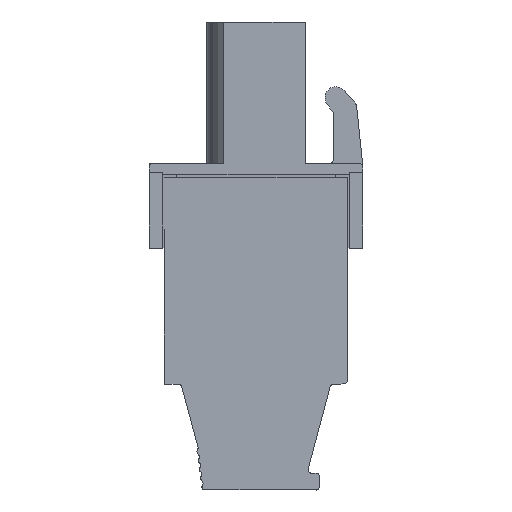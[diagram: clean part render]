
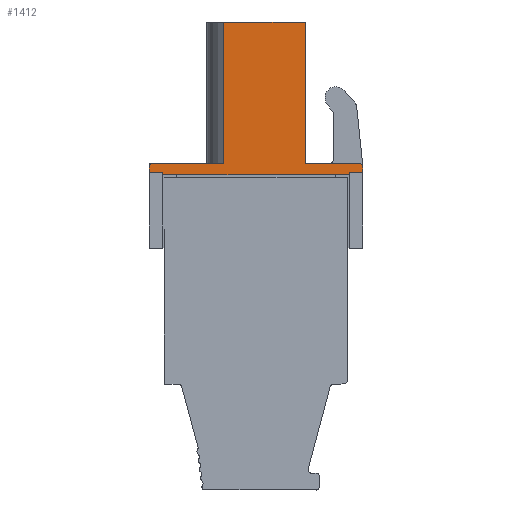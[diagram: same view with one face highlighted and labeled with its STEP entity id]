
A CAD part, left-side view. The second image highlights one B-rep face of the part: STEP entity #1412.
In plain terms, the highlighted planar face has unit normal (-1, 0, 0).
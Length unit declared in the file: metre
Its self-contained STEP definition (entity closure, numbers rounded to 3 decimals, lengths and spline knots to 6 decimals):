
#1412=ADVANCED_FACE('',(#3649),#3650,.T.);
#3649=FACE_OUTER_BOUND('',#6731,.T.);
#3650=PLANE('',#6732);
#6731=EDGE_LOOP('',(#11366,#11367,#11368,#11369,#11370,#11371,#11372,#11373,#11374,#11375,#11376,#11377,#11378,#11379,#11380));
#6732=AXIS2_PLACEMENT_3D('',#11381,#11382,#11383);
#11366=ORIENTED_EDGE('',*,*,#18403,.F.);
#11367=ORIENTED_EDGE('',*,*,#18404,.F.);
#11368=ORIENTED_EDGE('',*,*,#18405,.F.);
#11369=ORIENTED_EDGE('',*,*,#18406,.T.);
#11370=ORIENTED_EDGE('',*,*,#18407,.T.);
#11371=ORIENTED_EDGE('',*,*,#18408,.T.);
#11372=ORIENTED_EDGE('',*,*,#18409,.F.);
#11373=ORIENTED_EDGE('',*,*,#17187,.T.);
#11374=ORIENTED_EDGE('',*,*,#18410,.T.);
#11375=ORIENTED_EDGE('',*,*,#18183,.F.);
#11376=ORIENTED_EDGE('',*,*,#18411,.F.);
#11377=ORIENTED_EDGE('',*,*,#18179,.F.);
#11378=ORIENTED_EDGE('',*,*,#18412,.T.);
#11379=ORIENTED_EDGE('',*,*,#18413,.T.);
#11380=ORIENTED_EDGE('',*,*,#18414,.T.);
#11381=CARTESIAN_POINT('',(-0.026948,-0.030011,-0.068609));
#11382=DIRECTION('',(-1.0,0.,0.));
#11383=DIRECTION('',(0.,0.,-1.0));
#17187=EDGE_CURVE('',#20335,#20333,#20336,.T.);
#18179=EDGE_CURVE('',#21971,#21973,#21974,.F.);
#18183=EDGE_CURVE('',#21977,#21979,#21980,.F.);
#18403=EDGE_CURVE('',#22393,#22394,#22395,.T.);
#18404=EDGE_CURVE('',#22396,#22393,#22397,.F.);
#18405=EDGE_CURVE('',#22398,#22396,#22399,.T.);
#18406=EDGE_CURVE('',#22398,#22400,#22401,.T.);
#18407=EDGE_CURVE('',#22400,#22402,#22403,.T.);
#18408=EDGE_CURVE('',#22402,#22404,#22405,.T.);
#18409=EDGE_CURVE('',#20335,#22404,#22406,.T.);
#18410=EDGE_CURVE('',#20333,#21979,#22407,.T.);
#18411=EDGE_CURVE('',#21973,#21977,#22408,.T.);
#18412=EDGE_CURVE('',#21971,#22409,#22410,.T.);
#18413=EDGE_CURVE('',#22409,#22411,#22412,.T.);
#18414=EDGE_CURVE('',#22411,#22394,#22413,.T.);
#20333=VERTEX_POINT('',#24977);
#20335=VERTEX_POINT('',#24980);
#20336=LINE('',#24981,#24982);
#21971=VERTEX_POINT('',#27321);
#21973=VERTEX_POINT('',#27324);
#21974=LINE('',#27325,#27326);
#21977=VERTEX_POINT('',#27330);
#21979=VERTEX_POINT('',#27333);
#21980=LINE('',#27334,#27335);
#22393=VERTEX_POINT('',#27942);
#22394=VERTEX_POINT('',#27943);
#22395=LINE('',#27944,#27945);
#22396=VERTEX_POINT('',#27946);
#22397=CIRCLE('',#27947,0.000199);
#22398=VERTEX_POINT('',#27948);
#22399=LINE('',#27949,#27950);
#22400=VERTEX_POINT('',#27951);
#22401=LINE('',#27952,#27953);
#22402=VERTEX_POINT('',#27954);
#22403=LINE('',#27955,#27956);
#22404=VERTEX_POINT('',#27957);
#22405=LINE('',#27958,#27959);
#22406=LINE('',#27960,#27961);
#22407=LINE('',#27962,#27963);
#22408=LINE('',#27964,#27965);
#22409=VERTEX_POINT('',#27966);
#22410=LINE('',#27967,#27968);
#22411=VERTEX_POINT('',#27969);
#22412=LINE('',#27970,#27971);
#22413=LINE('',#27972,#27973);
#24977=CARTESIAN_POINT('',(-0.026948,-0.023743,-0.064142));
#24980=CARTESIAN_POINT('',(-0.026948,-0.023743,-0.063616));
#24981=CARTESIAN_POINT('',(-0.026948,-0.023743,-0.068609));
#24982=VECTOR('',#31615,1.0);
#27321=CARTESIAN_POINT('',(-0.026948,-0.035526,-0.064142));
#27324=CARTESIAN_POINT('',(-0.026948,-0.035526,-0.064273));
#27325=CARTESIAN_POINT('',(-0.026948,-0.035526,-0.068609));
#27326=VECTOR('',#32734,1.0);
#27330=CARTESIAN_POINT('',(-0.026948,-0.024551,-0.064273));
#27333=CARTESIAN_POINT('',(-0.026948,-0.024551,-0.064142));
#27334=CARTESIAN_POINT('',(-0.026948,-0.024551,-0.068609));
#27335=VECTOR('',#32737,1.0);
#27942=CARTESIAN_POINT('',(-0.026948,-0.036327,-0.063815));
#27943=CARTESIAN_POINT('',(-0.026948,-0.036327,-0.064142));
#27944=CARTESIAN_POINT('',(-0.026948,-0.036327,-0.068609));
#27945=VECTOR('',#32932,1.0);
#27946=CARTESIAN_POINT('',(-0.026948,-0.036128,-0.063616));
#27947=AXIS2_PLACEMENT_3D('',#32933,#32934,#32935);
#27948=CARTESIAN_POINT('',(-0.026948,-0.032937,-0.063616));
#27949=CARTESIAN_POINT('',(-0.026948,-0.030011,-0.063616));
#27950=VECTOR('',#32936,1.0);
#27951=CARTESIAN_POINT('',(-0.026948,-0.032937,-0.05527));
#27952=CARTESIAN_POINT('',(-0.026948,-0.032937,-0.068609));
#27953=VECTOR('',#32937,1.0);
#27954=CARTESIAN_POINT('',(-0.026948,-0.028137,-0.05527));
#27955=CARTESIAN_POINT('',(-0.026948,-0.030011,-0.05527));
#27956=VECTOR('',#32938,1.0);
#27957=CARTESIAN_POINT('',(-0.026948,-0.028137,-0.063616));
#27958=CARTESIAN_POINT('',(-0.026948,-0.028137,-0.068609));
#27959=VECTOR('',#32939,1.0);
#27960=CARTESIAN_POINT('',(-0.026948,-0.030011,-0.063616));
#27961=VECTOR('',#32940,1.0);
#27962=CARTESIAN_POINT('',(-0.026948,-0.006217,-0.064142));
#27963=VECTOR('',#32941,1.0);
#27964=CARTESIAN_POINT('',(-0.026948,-0.030011,-0.064273));
#27965=VECTOR('',#32942,1.0);
#27966=CARTESIAN_POINT('',(-0.026948,-0.036333,-0.064142));
#27967=CARTESIAN_POINT('',(-0.026948,-0.006217,-0.064142));
#27968=VECTOR('',#32943,1.0);
#27969=CARTESIAN_POINT('',(-0.026948,-0.036333,-0.064142));
#27970=CARTESIAN_POINT('',(-0.026948,-0.036333,-0.068609));
#27971=VECTOR('',#32944,1.0);
#27972=CARTESIAN_POINT('',(-0.026948,-0.030011,-0.064142));
#27973=VECTOR('',#32945,1.0);
#31615=DIRECTION('',(0.,0.,-1.0));
#32734=DIRECTION('',(0.,0.,1.0));
#32737=DIRECTION('',(0.,0.,-1.0));
#32932=DIRECTION('',(0.,0.,-1.0));
#32933=CARTESIAN_POINT('',(-0.026948,-0.036128,-0.063815));
#32934=DIRECTION('',(-1.0,0.,0.));
#32935=DIRECTION('',(0.,0.0,1.0));
#32936=DIRECTION('',(0.,-1.0,0.));
#32937=DIRECTION('',(0.,0.,1.0));
#32938=DIRECTION('',(0.,1.0,0.));
#32939=DIRECTION('',(0.,0.,-1.0));
#32940=DIRECTION('',(0.,-1.0,0.));
#32941=DIRECTION('',(0.,-1.0,0.));
#32942=DIRECTION('',(0.,1.0,0.));
#32943=DIRECTION('',(0.,-1.0,0.));
#32944=DIRECTION('',(0.,0.,1.0));
#32945=DIRECTION('',(0.,1.0,0.));
